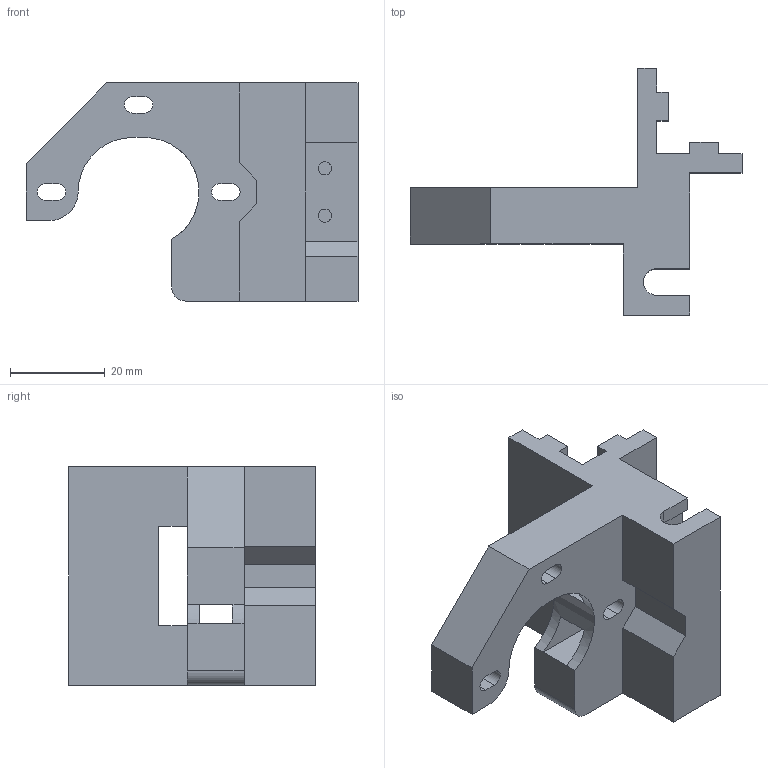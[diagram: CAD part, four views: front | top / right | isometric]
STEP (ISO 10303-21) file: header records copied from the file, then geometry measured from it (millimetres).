
FILE_DESCRIPTION(('FreeCAD Model'),'2;1');
FILE_NAME('x-motor.step', '2014-10-28T01:34:24',('FreeCAD'),('FreeCAD'), 'Open CASCADE STEP processor 6.5','FreeCAD','Unknown');
FILE_SCHEMA(('AUTOMOTIVE_DESIGN_CC2 { 1 2 10303 214 -1 1 5 4 }'));
Length unit declared in the file: millimetre
Products named in the file (1): x-motor
Bounding box: 70 x 52 x 46 mm (x, y, z)
Volume: 29680.1 mm3; surface area: 16044 mm2
Topology: 1 solids, 1 shells, 105 faces, 297 edges, 195 vertices
Faces by surface type: plane 76, cylinder 17, bspline 12
Full cylindrical faces by diameter (mm): 2.8 x2
Entity records: 8525 total; most frequent: CARTESIAN_POINT 2719, DIRECTION 1019, LINE 738, VECTOR 738, ORIENTED_EDGE 594, PCURVE 594, DEFINITIONAL_REPRESENTATION 594, EDGE_CURVE 297
